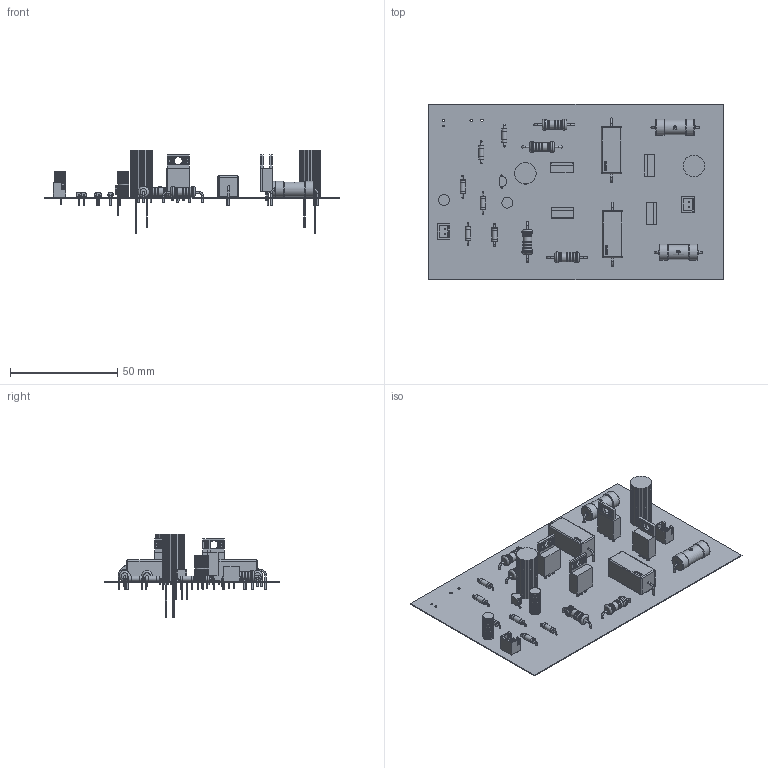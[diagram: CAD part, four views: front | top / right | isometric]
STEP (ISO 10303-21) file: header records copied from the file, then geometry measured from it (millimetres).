
FILE_DESCRIPTION(('Open CASCADE Model'),'2;1');
FILE_NAME('Open CASCADE Shape Model','2022-05-02T17:03:44',('Author'),( 'Open CASCADE'),'Open CASCADE STEP processor 6.8','Open CASCADE 6.8' ,'Unknown');
FILE_SCHEMA(('AUTOMOTIVE_DESIGN { 1 0 10303 214 1 1 1 1 }'));
Length unit declared in the file: millimetre
Products named in the file (146): PCB; Board; Open CASCADE STEP translator 6.8 1.1.1; R61; Res_Yageo_KNP100JR-73-22R_eec; 1; 2; 3; 4; 5; 6; R51; output; Conn_JST_B2B-XH-A_LF_SN_eec; B2B-XH-A; JST_Logo_adjustable; input; RE; Res_Vishay_BC_Components_MRS25000C1101FCT00_eec; RC; R10; Res_Vishay_AC05000003909JAC00_eec; AC0500000XXXJAC00; R9; R8; Res_Yageo_SQP500JB-1R2_eec; Yageo_Logo; R7; R6; R5; R4; R3; R2; R1; Q5; 6100337184; Extruded; 6100336784; 6100335504; 6100342224 ...
Assembly tree (299 placements, depth 8):
  PCB
    Board
      Open CASCADE STEP translator 6.8 1.1.1
    R61
      Res_Yageo_KNP100JR-73-22R_eec
        1
        2
        3
        4
        5
        6
    R51
      Res_Yageo_KNP100JR-73-22R_eec
        1
        2
        3
        4
        5
        6
    output
      Conn_JST_B2B-XH-A_LF_SN_eec
        1
          1
          B2B-XH-A
          JST_Logo_adjustable
    input
      Conn_JST_B2B-XH-A_LF_SN_eec
        1
          1
          B2B-XH-A
          JST_Logo_adjustable
    RE
      Res_Vishay_BC_Components_MRS25000C1101FCT00_eec
      Res_Vishay_BC_Components_MRS25000C1101FCT00_eec
      Res_Vishay_BC_Components_MRS25000C1101FCT00_eec
    RC
      Res_Vishay_BC_Components_MRS25000C1101FCT00_eec
      Res_Vishay_BC_Components_MRS25000C1101FCT00_eec
      Res_Vishay_BC_Components_MRS25000C1101FCT00_eec
    R10
      Res_Vishay_AC05000003909JAC00_eec
        AC0500000XXXJAC00
        1
        2
    R9
      Res_Vishay_AC05000003909JAC00_eec
        AC0500000XXXJAC00
        1
        2
    R8
      Res_Yageo_SQP500JB-1R2_eec
        1
        2
        Yageo_Logo
    R7
      Res_Yageo_SQP500JB-1R2_eec
        1
        2
        Yageo_Logo
    R6
Bounding box: 137.29 x 81.92 x 39 mm (x, y, z)
Volume: 18147.5 mm3; surface area: 35248.4 mm2
Topology: 273 solids, 273 shells, 2663 faces, 5929 edges, 3842 vertices
Faces by surface type: plane 2064, cylinder 325, torus 108, bspline 98, sphere 60, cone 8
Full cylindrical faces by diameter (mm): 0.6 x24, 0.75 x12, 0.8 x30, 0.9 x9, 1 x20, 1.1 x14, 2.4 x6, 2.5 x12, 4.1 x4, 4.2 x16, 5.1 x8, 6.833 x2, 7.5 x4
Entity records: 35449 total; most frequent: CARTESIAN_POINT 6608, DIRECTION 5404, ORIENTED_EDGE 4952, EDGE_CURVE 2476, LINE 1900, VECTOR 1900, AXIS2_PLACEMENT_3D 1752, VERTEX_POINT 1598
